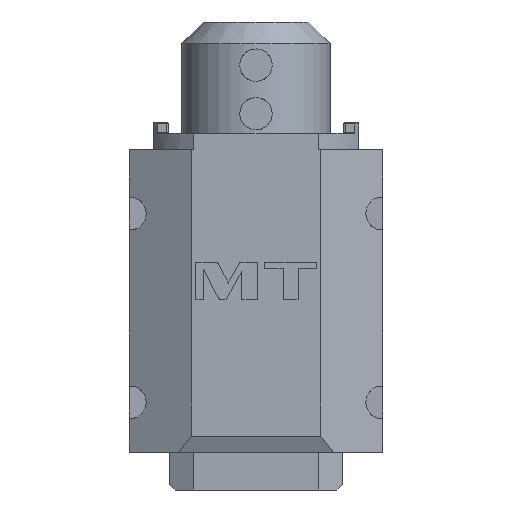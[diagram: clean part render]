
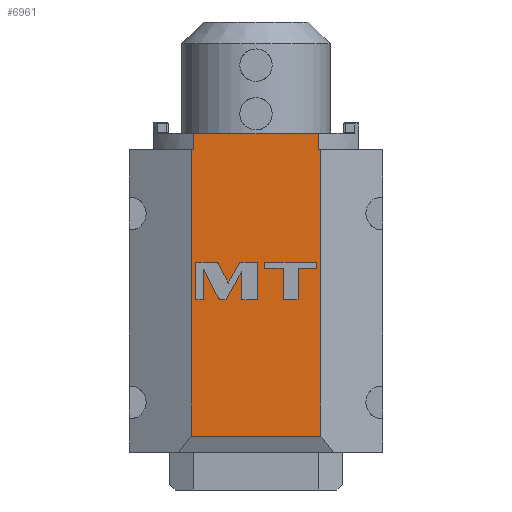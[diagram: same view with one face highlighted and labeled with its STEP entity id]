
A CAD part, left-side view. The second image highlights one B-rep face of the part: STEP entity #6961.
In plain terms, the highlighted planar face has unit normal (-1, 0, 0).
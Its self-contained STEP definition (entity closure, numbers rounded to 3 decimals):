
#952=DIRECTION('',(0.,0.,1.));
#953=VECTOR('',#952,6.);
#954=CARTESIAN_POINT('',(-123.,23.157,58.7));
#955=LINE('',#954,#953);
#1036=DIRECTION('',(0.,0.,1.));
#1037=VECTOR('',#1036,6.);
#1038=CARTESIAN_POINT('',(-123.,-23.157,58.7));
#1039=LINE('',#1038,#1037);
#1053=DIRECTION('',(0.,-1.,0.));
#1054=VECTOR('',#1053,0.843);
#1055=CARTESIAN_POINT('',(-123.,24.,58.7));
#1056=LINE('',#1055,#1054);
#1057=DIRECTION('',(0.,1.,0.));
#1058=VECTOR('',#1057,46.314);
#1059=CARTESIAN_POINT('',(-123.,-23.157,64.7));
#1060=LINE('',#1059,#1058);
#1061=DIRECTION('',(0.,-1.,0.));
#1062=VECTOR('',#1061,0.843);
#1063=CARTESIAN_POINT('',(-123.,-23.157,58.7));
#1064=LINE('',#1063,#1062);
#1065=DIRECTION('',(0.,0.,1.));
#1066=VECTOR('',#1065,106.2);
#1067=CARTESIAN_POINT('',(-123.,-24.,-47.5));
#1068=LINE('',#1067,#1066);
#1069=DIRECTION('',(0.,1.,0.));
#1070=VECTOR('',#1069,48.);
#1071=CARTESIAN_POINT('',(-123.,-24.,-47.5));
#1072=LINE('',#1071,#1070);
#1073=DIRECTION('',(0.,0.,1.));
#1074=VECTOR('',#1073,106.2);
#1075=CARTESIAN_POINT('',(-123.,24.,-47.5));
#1076=LINE('',#1075,#1074);
#1077=CARTESIAN_POINT('',(-123.,13.841,16.089));
#1078=CARTESIAN_POINT('',(-123.,14.131,16.651));
#1079=CARTESIAN_POINT('',(-123.,14.705,17.));
#1080=CARTESIAN_POINT('',(-123.,15.337,17.));
#1082=DIRECTION('',(0.,1.,0.));
#1083=VECTOR('',#1082,7.038);
#1084=CARTESIAN_POINT('',(-123.,15.337,17.));
#1085=LINE('',#1084,#1083);
#1086=DIRECTION('',(0.,0.,-1.));
#1087=VECTOR('',#1086,14.);
#1088=CARTESIAN_POINT('',(-123.,22.375,17.));
#1089=LINE('',#1088,#1087);
#1090=DIRECTION('',(0.,-1.,0.));
#1091=VECTOR('',#1090,2.912);
#1092=CARTESIAN_POINT('',(-123.,22.375,3.));
#1093=LINE('',#1092,#1091);
#1094=DIRECTION('',(0.,0.,1.));
#1095=VECTOR('',#1094,11.341);
#1096=CARTESIAN_POINT('',(-123.,19.463,3.));
#1097=LINE('',#1096,#1095);
#1098=DIRECTION('',(0.,-0.459,-0.888));
#1099=VECTOR('',#1098,11.742);
#1100=CARTESIAN_POINT('',(-123.,19.463,14.341));
#1101=LINE('',#1100,#1099);
#1102=CARTESIAN_POINT('',(-123.,14.07,3.911));
#1103=CARTESIAN_POINT('',(-123.,13.779,3.348));
#1104=CARTESIAN_POINT('',(-123.,13.204,3.));
#1105=CARTESIAN_POINT('',(-123.,12.57,3.));
#1107=DIRECTION('',(0.,-1.,0.));
#1108=VECTOR('',#1107,1.46);
#1109=CARTESIAN_POINT('',(-123.,12.57,3.));
#1110=LINE('',#1109,#1108);
#1111=DIRECTION('',(0.,-0.481,0.877));
#1112=VECTOR('',#1111,12.147);
#1113=CARTESIAN_POINT('',(-123.,11.11,3.));
#1114=LINE('',#1113,#1112);
#1115=DIRECTION('',(0.,0.,-1.));
#1116=VECTOR('',#1115,10.648);
#1117=CARTESIAN_POINT('',(-123.,5.265,13.648));
#1118=LINE('',#1117,#1116);
#1119=DIRECTION('',(0.,-1.,0.));
#1120=VECTOR('',#1119,5.891);
#1121=CARTESIAN_POINT('',(-123.,5.265,3.));
#1122=LINE('',#1121,#1120);
#1123=DIRECTION('',(0.,0.,1.));
#1124=VECTOR('',#1123,14.);
#1125=CARTESIAN_POINT('',(-123.,-0.626,3.));
#1126=LINE('',#1125,#1124);
#1127=DIRECTION('',(0.,1.,0.));
#1128=VECTOR('',#1127,6.642);
#1129=CARTESIAN_POINT('',(-123.,-0.626,17.));
#1130=LINE('',#1129,#1128);
#1131=DIRECTION('',(0.,0.481,-0.877));
#1132=VECTOR('',#1131,8.878);
#1133=CARTESIAN_POINT('',(-123.,6.016,17.));
#1134=LINE('',#1133,#1132);
#1135=DIRECTION('',(0.,0.459,0.888));
#1136=VECTOR('',#1135,7.735);
#1137=CARTESIAN_POINT('',(-123.,10.288,9.218));
#1138=LINE('',#1137,#1136);
#1139=DIRECTION('',(0.,0.,-1.));
#1140=VECTOR('',#1139,11.616);
#1141=CARTESIAN_POINT('',(-123.,-10.041,14.616));
#1142=LINE('',#1141,#1140);
#1143=DIRECTION('',(0.,-1.,0.));
#1144=VECTOR('',#1143,5.546);
#1145=CARTESIAN_POINT('',(-123.,-10.041,3.));
#1146=LINE('',#1145,#1144);
#1147=DIRECTION('',(0.,0.,1.));
#1148=VECTOR('',#1147,11.616);
#1149=CARTESIAN_POINT('',(-123.,-15.587,3.));
#1150=LINE('',#1149,#1148);
#1151=DIRECTION('',(0.,-1.,0.));
#1152=VECTOR('',#1151,6.787);
#1153=CARTESIAN_POINT('',(-123.,-15.587,14.616));
#1154=LINE('',#1153,#1152);
#1155=DIRECTION('',(0.,0.,1.));
#1156=VECTOR('',#1155,2.384);
#1157=CARTESIAN_POINT('',(-123.,-22.374,14.616));
#1158=LINE('',#1157,#1156);
#1159=DIRECTION('',(0.,1.,0.));
#1160=VECTOR('',#1159,19.12);
#1161=CARTESIAN_POINT('',(-123.,-22.374,17.));
#1162=LINE('',#1161,#1160);
#1163=DIRECTION('',(0.,0.,-1.));
#1164=VECTOR('',#1163,2.384);
#1165=CARTESIAN_POINT('',(-123.,-3.254,17.));
#1166=LINE('',#1165,#1164);
#1167=DIRECTION('',(0.,-1.,0.));
#1168=VECTOR('',#1167,6.787);
#1169=CARTESIAN_POINT('',(-123.,-3.254,14.616));
#1170=LINE('',#1169,#1168);
#4894=CARTESIAN_POINT('',(-123.,24.,58.7));
#4896=VERTEX_POINT('',#4894);
#4898=CARTESIAN_POINT('',(-123.,-24.,58.7));
#4900=VERTEX_POINT('',#4898);
#4945=CARTESIAN_POINT('',(-123.,-24.,-47.5));
#4946=CARTESIAN_POINT('',(-123.,24.,-47.5));
#4947=VERTEX_POINT('',#4945);
#4948=VERTEX_POINT('',#4946);
#5454=CARTESIAN_POINT('',(-123.,-23.157,64.7));
#5455=CARTESIAN_POINT('',(-123.,23.157,64.7));
#5456=VERTEX_POINT('',#5454);
#5457=VERTEX_POINT('',#5455);
#5465=CARTESIAN_POINT('',(-123.,23.157,58.7));
#5467=VERTEX_POINT('',#5465);
#5468=CARTESIAN_POINT('',(-123.,-23.157,58.7));
#5470=VERTEX_POINT('',#5468);
#5675=CARTESIAN_POINT('',(-123.,13.841,16.089));
#5676=VERTEX_POINT('',#5675);
#5677=CARTESIAN_POINT('',(-123.,15.337,17.));
#5678=VERTEX_POINT('',#5677);
#5679=CARTESIAN_POINT('',(-123.,22.375,17.));
#5680=VERTEX_POINT('',#5679);
#5681=CARTESIAN_POINT('',(-123.,22.375,3.));
#5682=VERTEX_POINT('',#5681);
#5683=CARTESIAN_POINT('',(-123.,19.463,3.));
#5684=VERTEX_POINT('',#5683);
#5685=CARTESIAN_POINT('',(-123.,19.463,14.341));
#5686=VERTEX_POINT('',#5685);
#5687=CARTESIAN_POINT('',(-123.,14.07,3.911));
#5688=VERTEX_POINT('',#5687);
#5689=CARTESIAN_POINT('',(-123.,12.57,3.));
#5690=VERTEX_POINT('',#5689);
#5691=CARTESIAN_POINT('',(-123.,11.11,3.));
#5692=VERTEX_POINT('',#5691);
#5693=CARTESIAN_POINT('',(-123.,5.265,13.648));
#5694=VERTEX_POINT('',#5693);
#5695=CARTESIAN_POINT('',(-123.,5.265,3.));
#5696=VERTEX_POINT('',#5695);
#5697=CARTESIAN_POINT('',(-123.,-0.626,3.));
#5698=VERTEX_POINT('',#5697);
#5699=CARTESIAN_POINT('',(-123.,-0.626,17.));
#5700=VERTEX_POINT('',#5699);
#5701=CARTESIAN_POINT('',(-123.,6.016,17.));
#5702=VERTEX_POINT('',#5701);
#5703=CARTESIAN_POINT('',(-123.,10.288,9.218));
#5704=VERTEX_POINT('',#5703);
#5705=CARTESIAN_POINT('',(-123.,-10.041,14.616));
#5706=VERTEX_POINT('',#5705);
#5707=CARTESIAN_POINT('',(-123.,-10.041,3.));
#5708=VERTEX_POINT('',#5707);
#5709=CARTESIAN_POINT('',(-123.,-15.587,3.));
#5710=VERTEX_POINT('',#5709);
#5711=CARTESIAN_POINT('',(-123.,-15.587,14.616));
#5712=VERTEX_POINT('',#5711);
#5713=CARTESIAN_POINT('',(-123.,-22.374,14.616));
#5714=VERTEX_POINT('',#5713);
#5715=CARTESIAN_POINT('',(-123.,-22.374,17.));
#5716=VERTEX_POINT('',#5715);
#5717=CARTESIAN_POINT('',(-123.,-3.254,17.));
#5718=VERTEX_POINT('',#5717);
#5719=CARTESIAN_POINT('',(-123.,-3.254,14.616));
#5720=VERTEX_POINT('',#5719);
#6892=CARTESIAN_POINT('',(-123.,0.,0.));
#6893=DIRECTION('',(1.,0.,0.));
#6894=DIRECTION('',(0.,1.,0.));
#6895=AXIS2_PLACEMENT_3D('',#6892,#6893,#6894);
#6896=PLANE('',#6895);
#6897=ORIENTED_EDGE('',*,*,#6710,.T.);
#6898=ORIENTED_EDGE('',*,*,#6750,.T.);
#6900=ORIENTED_EDGE('',*,*,#6899,.F.);
#6901=ORIENTED_EDGE('',*,*,#6877,.F.);
#6902=ORIENTED_EDGE('',*,*,#6866,.T.);
#6904=ORIENTED_EDGE('',*,*,#6903,.F.);
#6906=ORIENTED_EDGE('',*,*,#6905,.T.);
#6908=ORIENTED_EDGE('',*,*,#6907,.T.);
#6909=EDGE_LOOP('',(#6897,#6898,#6900,#6901,#6902,#6904,#6906,#6908));
#6910=FACE_OUTER_BOUND('',#6909,.F.);
#6912=ORIENTED_EDGE('',*,*,#6911,.T.);
#6914=ORIENTED_EDGE('',*,*,#6913,.T.);
#6916=ORIENTED_EDGE('',*,*,#6915,.T.);
#6918=ORIENTED_EDGE('',*,*,#6917,.T.);
#6920=ORIENTED_EDGE('',*,*,#6919,.T.);
#6922=ORIENTED_EDGE('',*,*,#6921,.T.);
#6924=ORIENTED_EDGE('',*,*,#6923,.T.);
#6926=ORIENTED_EDGE('',*,*,#6925,.T.);
#6928=ORIENTED_EDGE('',*,*,#6927,.T.);
#6930=ORIENTED_EDGE('',*,*,#6929,.T.);
#6932=ORIENTED_EDGE('',*,*,#6931,.T.);
#6934=ORIENTED_EDGE('',*,*,#6933,.T.);
#6936=ORIENTED_EDGE('',*,*,#6935,.T.);
#6938=ORIENTED_EDGE('',*,*,#6937,.T.);
#6940=ORIENTED_EDGE('',*,*,#6939,.T.);
#6941=EDGE_LOOP('',(#6912,#6914,#6916,#6918,#6920,#6922,#6924,#6926,#6928,#6930,
#6932,#6934,#6936,#6938,#6940));
#6942=FACE_BOUND('',#6941,.F.);
#6944=ORIENTED_EDGE('',*,*,#6943,.T.);
#6946=ORIENTED_EDGE('',*,*,#6945,.T.);
#6948=ORIENTED_EDGE('',*,*,#6947,.T.);
#6950=ORIENTED_EDGE('',*,*,#6949,.T.);
#6952=ORIENTED_EDGE('',*,*,#6951,.T.);
#6954=ORIENTED_EDGE('',*,*,#6953,.T.);
#6956=ORIENTED_EDGE('',*,*,#6955,.T.);
#6958=ORIENTED_EDGE('',*,*,#6957,.T.);
#6959=EDGE_LOOP('',(#6944,#6946,#6948,#6950,#6952,#6954,#6956,#6958));
#6960=FACE_BOUND('',#6959,.F.);
#6961=ADVANCED_FACE('',(#6910,#6942,#6960),#6896,.F.);
#1081=B_SPLINE_CURVE_WITH_KNOTS('',3,(#1077,#1078,#1079,#1080),.UNSPECIFIED.,
.F.,.F.,(4,4),(0.,1.),.UNSPECIFIED.);
#1106=B_SPLINE_CURVE_WITH_KNOTS('',3,(#1102,#1103,#1104,#1105),.UNSPECIFIED.,
.F.,.F.,(4,4),(0.,1.),.UNSPECIFIED.);
#6710=EDGE_CURVE('',#4896,#5467,#1056,.T.);
#6750=EDGE_CURVE('',#5467,#5457,#955,.T.);
#6866=EDGE_CURVE('',#5470,#4900,#1064,.T.);
#6877=EDGE_CURVE('',#5470,#5456,#1039,.T.);
#6899=EDGE_CURVE('',#5456,#5457,#1060,.T.);
#6903=EDGE_CURVE('',#4947,#4900,#1068,.T.);
#6905=EDGE_CURVE('',#4947,#4948,#1072,.T.);
#6907=EDGE_CURVE('',#4948,#4896,#1076,.T.);
#6911=EDGE_CURVE('',#5676,#5678,#1081,.T.);
#6913=EDGE_CURVE('',#5678,#5680,#1085,.T.);
#6915=EDGE_CURVE('',#5680,#5682,#1089,.T.);
#6917=EDGE_CURVE('',#5682,#5684,#1093,.T.);
#6919=EDGE_CURVE('',#5684,#5686,#1097,.T.);
#6921=EDGE_CURVE('',#5686,#5688,#1101,.T.);
#6923=EDGE_CURVE('',#5688,#5690,#1106,.T.);
#6925=EDGE_CURVE('',#5690,#5692,#1110,.T.);
#6927=EDGE_CURVE('',#5692,#5694,#1114,.T.);
#6929=EDGE_CURVE('',#5694,#5696,#1118,.T.);
#6931=EDGE_CURVE('',#5696,#5698,#1122,.T.);
#6933=EDGE_CURVE('',#5698,#5700,#1126,.T.);
#6935=EDGE_CURVE('',#5700,#5702,#1130,.T.);
#6937=EDGE_CURVE('',#5702,#5704,#1134,.T.);
#6939=EDGE_CURVE('',#5704,#5676,#1138,.T.);
#6943=EDGE_CURVE('',#5706,#5708,#1142,.T.);
#6945=EDGE_CURVE('',#5708,#5710,#1146,.T.);
#6947=EDGE_CURVE('',#5710,#5712,#1150,.T.);
#6949=EDGE_CURVE('',#5712,#5714,#1154,.T.);
#6951=EDGE_CURVE('',#5714,#5716,#1158,.T.);
#6953=EDGE_CURVE('',#5716,#5718,#1162,.T.);
#6955=EDGE_CURVE('',#5718,#5720,#1166,.T.);
#6957=EDGE_CURVE('',#5720,#5706,#1170,.T.);
